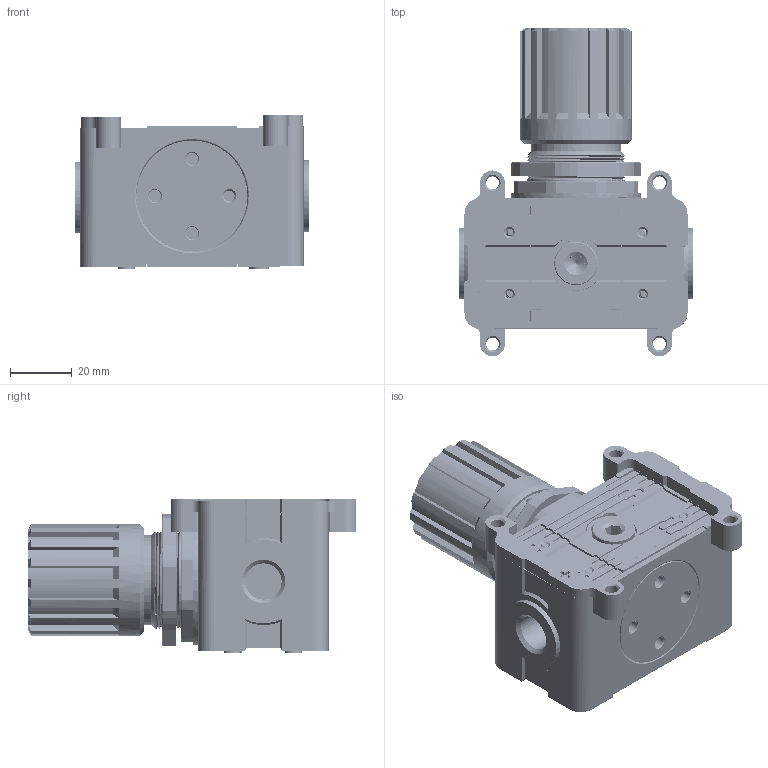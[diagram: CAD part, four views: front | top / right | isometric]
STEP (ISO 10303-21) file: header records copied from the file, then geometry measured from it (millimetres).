
FILE_DESCRIPTION (( 'STEP AP214' ), '1' );
FILE_NAME ('T020103030000A.step', '2012-10-18T18:01:07', ( '' ), ( '' ), 'SwSTEP 2.0', 'SolidWorks 2012', '' );
FILE_SCHEMA (( 'AUTOMOTIVE_DESIGN' ));
Products named in the file (1): T020103030000A
Bounding box: 75.4 x 106.15 x 49.45 mm (x, y, z)
Volume: 152784 mm3; surface area: 88592.6 mm2
Topology: 19 solids, 19 shells, 3256 faces, 8853 edges, 5692 vertices
Faces by surface type: plane 1411, cylinder 1305, cone 292, bspline 188, torus 52, sphere 8
Entity records: 133268 total; most frequent: CARTESIAN_POINT 55207, ORIENTED_EDGE 17670, DIRECTION 14812, EDGE_CURVE 8835, VERTEX_POINT 5692, VECTOR 5042, LINE 5042, AXIS2_PLACEMENT_3D 4885
